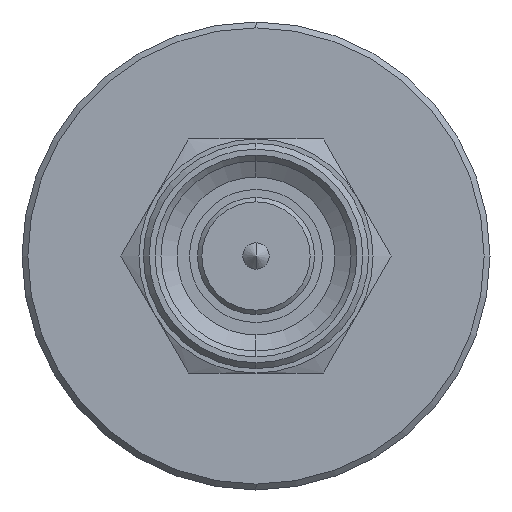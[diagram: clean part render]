
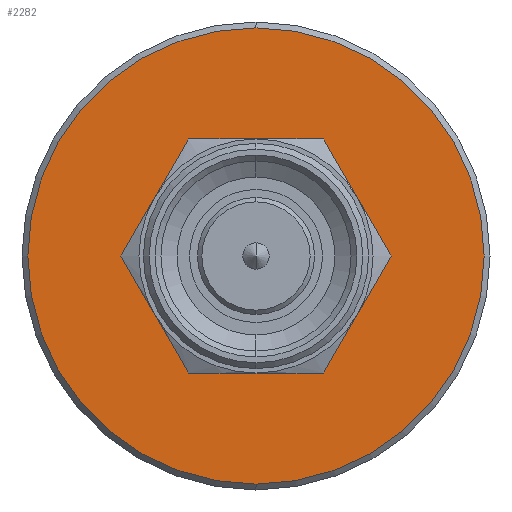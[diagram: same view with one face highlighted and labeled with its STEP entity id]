
A CAD part, left-side view. The second image highlights one B-rep face of the part: STEP entity #2282.
In plain terms, the highlighted planar face has unit normal (-1, 0, 0).
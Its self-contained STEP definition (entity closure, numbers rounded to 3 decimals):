
#31 = CIRCLE ( 'NONE', #2642, 3.2 ) ;
#406 = AXIS2_PLACEMENT_3D ( 'NONE', #3659, #3999, #1257 ) ;
#480 = AXIS2_PLACEMENT_3D ( 'NONE', #3595, #2945, #3912 ) ;
#538 = FACE_BOUND ( 'NONE', #2952, .T. ) ;
#622 = CIRCLE ( 'NONE', #1055, 7.8 ) ;
#999 = EDGE_LOOP ( 'NONE', ( #1005, #2097 ) ) ;
#1005 = ORIENTED_EDGE ( 'NONE', *, *, #2056, .T. ) ;
#1039 = CARTESIAN_POINT ( 'NONE',  ( -4.442, 0., 3.2 ) ) ;
#1055 = AXIS2_PLACEMENT_3D ( 'NONE', #3310, #3997, #4308 ) ;
#1257 = DIRECTION ( 'NONE',  ( 0., 0., 1. ) ) ;
#1343 = DIRECTION ( 'NONE',  ( 0., 0., 1. ) ) ;
#1380 = EDGE_CURVE ( 'NONE', #3304, #4410, #31, .T. ) ;
#1393 = ORIENTED_EDGE ( 'NONE', *, *, #1380, .F. ) ;
#1490 = CARTESIAN_POINT ( 'NONE',  ( -4.442, 0., 7.8 ) ) ;
#1686 = AXIS2_PLACEMENT_3D ( 'NONE', #2710, #3365, #1343 ) ;
#1758 = DIRECTION ( 'NONE',  ( -1., 0., 0. ) ) ;
#1872 = VERTEX_POINT ( 'NONE', #1490 ) ;
#1884 = PLANE ( 'NONE',  #480 ) ;
#2018 = CARTESIAN_POINT ( 'NONE',  ( -4.442, 0., 0. ) ) ;
#2056 = EDGE_CURVE ( 'NONE', #3427, #1872, #3308, .T. ) ;
#2097 = ORIENTED_EDGE ( 'NONE', *, *, #2324, .T. ) ;
#2194 = CIRCLE ( 'NONE', #1686, 3.2 ) ;
#2282 = ADVANCED_FACE ( 'NONE', ( #2559, #538 ), #1884, .T. ) ;
#2324 = EDGE_CURVE ( 'NONE', #1872, #3427, #622, .T. ) ;
#2559 = FACE_OUTER_BOUND ( 'NONE', #999, .T. ) ;
#2642 = AXIS2_PLACEMENT_3D ( 'NONE', #2018, #1758, #2800 ) ;
#2710 = CARTESIAN_POINT ( 'NONE',  ( -4.442, 0., 0. ) ) ;
#2800 = DIRECTION ( 'NONE',  ( 0., 0., 1. ) ) ;
#2879 = EDGE_CURVE ( 'NONE', #4410, #3304, #2194, .T. ) ;
#2934 = CARTESIAN_POINT ( 'NONE',  ( -4.442, 0., -3.2 ) ) ;
#2945 = DIRECTION ( 'NONE',  ( -1., 0., 0. ) ) ;
#2952 = EDGE_LOOP ( 'NONE', ( #1393, #4164 ) ) ;
#3304 = VERTEX_POINT ( 'NONE', #1039 ) ;
#3308 = CIRCLE ( 'NONE', #406, 7.8 ) ;
#3310 = CARTESIAN_POINT ( 'NONE',  ( -4.442, 0., 0. ) ) ;
#3365 = DIRECTION ( 'NONE',  ( -1., 0., 0. ) ) ;
#3427 = VERTEX_POINT ( 'NONE', #3617 ) ;
#3595 = CARTESIAN_POINT ( 'NONE',  ( -4.442, 0., 0. ) ) ;
#3617 = CARTESIAN_POINT ( 'NONE',  ( -4.442, 0., -7.8 ) ) ;
#3659 = CARTESIAN_POINT ( 'NONE',  ( -4.442, 0., 0. ) ) ;
#3912 = DIRECTION ( 'NONE',  ( 0., 0., 1. ) ) ;
#3997 = DIRECTION ( 'NONE',  ( -1., 0., 0. ) ) ;
#3999 = DIRECTION ( 'NONE',  ( -1., 0., 0. ) ) ;
#4164 = ORIENTED_EDGE ( 'NONE', *, *, #2879, .F. ) ;
#4308 = DIRECTION ( 'NONE',  ( 0., 0., 1. ) ) ;
#4410 = VERTEX_POINT ( 'NONE', #2934 ) ;
